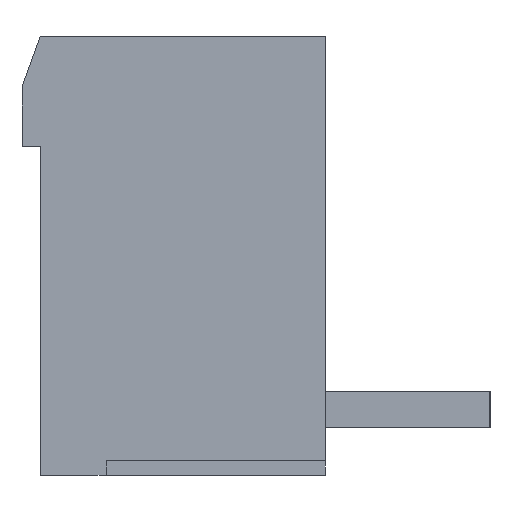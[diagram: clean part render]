
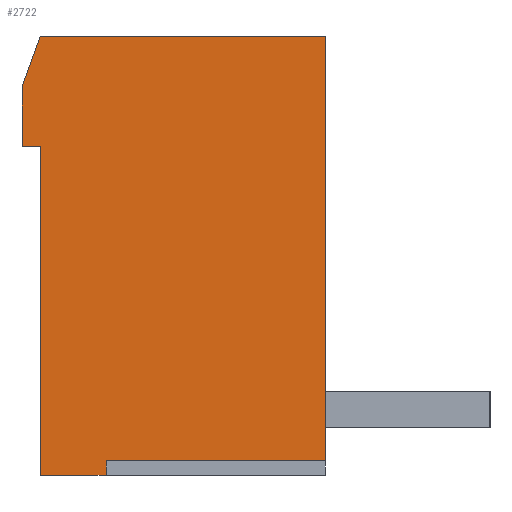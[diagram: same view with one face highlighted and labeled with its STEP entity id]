
A CAD part, left-side view. The second image highlights one B-rep face of the part: STEP entity #2722.
In plain terms, the highlighted planar face has unit normal (-1, 0, 0).
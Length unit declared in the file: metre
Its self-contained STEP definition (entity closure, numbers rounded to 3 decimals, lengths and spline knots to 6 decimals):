
#789=ORIENTED_EDGE('',*,*,#1151,.T.);
#790=ORIENTED_EDGE('',*,*,#1148,.F.);
#791=ORIENTED_EDGE('',*,*,#1155,.F.);
#792=ORIENTED_EDGE('',*,*,#1143,.F.);
#793=ORIENTED_EDGE('',*,*,#1137,.F.);
#794=ORIENTED_EDGE('',*,*,#1121,.F.);
#795=ORIENTED_EDGE('',*,*,#886,.F.);
#796=ORIENTED_EDGE('',*,*,#884,.F.);
#797=ORIENTED_EDGE('',*,*,#1160,.F.);
#884=EDGE_CURVE('',#1221,#1220,#1489,.T.);
#886=EDGE_CURVE('',#1220,#1222,#1491,.T.);
#1121=EDGE_CURVE('',#1222,#1387,#1684,.T.);
#1137=EDGE_CURVE('',#1387,#1392,#1700,.T.);
#1143=EDGE_CURVE('',#1392,#1393,#1706,.T.);
#1148=EDGE_CURVE('',#1397,#1394,#1711,.T.);
#1151=EDGE_CURVE('',#1398,#1394,#1714,.T.);
#1155=EDGE_CURVE('',#1393,#1397,#1718,.T.);
#1160=EDGE_CURVE('',#1398,#1221,#1723,.T.);
#1220=VERTEX_POINT('',#4147);
#1221=VERTEX_POINT('',#4149);
#1222=VERTEX_POINT('',#4153);
#1387=VERTEX_POINT('',#4667);
#1392=VERTEX_POINT('',#4695);
#1393=VERTEX_POINT('',#4706);
#1394=VERTEX_POINT('',#4715);
#1397=VERTEX_POINT('',#4720);
#1398=VERTEX_POINT('',#4724);
#1489=LINE('',#4150,#1810);
#1491=LINE('',#4154,#1812);
#1684=LINE('',#4666,#2005);
#1700=LINE('',#4694,#2021);
#1706=LINE('',#4705,#2027);
#1711=LINE('',#4721,#2032);
#1714=LINE('',#4727,#2035);
#1718=LINE('',#4735,#2039);
#1723=LINE('',#4744,#2044);
#1810=VECTOR('',#3434,1.);
#1812=VECTOR('',#3438,1.);
#2005=VECTOR('',#3881,1.);
#2021=VECTOR('',#3911,1.);
#2027=VECTOR('',#3925,1.);
#2032=VECTOR('',#3942,1.);
#2035=VECTOR('',#3947,1.);
#2039=VECTOR('',#3955,1.);
#2044=VECTOR('',#3966,1.);
#2215=EDGE_LOOP('',(#789,#790,#791,#792,#793,#794,#795,#796,#797));
#2386=FACE_BOUND('',#2215,.T.);
#2515=PLANE('',#3279);
#2722=ADVANCED_FACE('',(#2386),#2515,.F.);
#3279=AXIS2_PLACEMENT_3D('',#4745,#3967,#3968);
#3434=DIRECTION('',(0.,0.,1.));
#3438=DIRECTION('',(0.,1.,0.));
#3881=DIRECTION('',(0.,0.,1.));
#3911=DIRECTION('',(0.,-0.342,0.94));
#3925=DIRECTION('',(0.,-1.,0.));
#3942=DIRECTION('',(0.,1.,0.));
#3947=DIRECTION('',(0.,0.,1.));
#3955=DIRECTION('',(0.,0.,-1.));
#3966=DIRECTION('',(0.,1.,0.));
#3967=DIRECTION('',(1.,0.,0.));
#3968=DIRECTION('',(0.,0.,-1.));
#4147=CARTESIAN_POINT('',(-0.0158,0.0039,-0.003));
#4149=CARTESIAN_POINT('',(-0.0158,0.0039,-0.012));
#4150=CARTESIAN_POINT('',(-0.0158,0.0039,-0.012));
#4153=CARTESIAN_POINT('',(-0.0158,0.0044,-0.003));
#4154=CARTESIAN_POINT('',(-0.0158,0.0039,-0.003));
#4666=CARTESIAN_POINT('',(-0.0158,0.0044,-0.003));
#4667=CARTESIAN_POINT('',(-0.0158,0.0044,-0.001374));
#4694=CARTESIAN_POINT('',(-0.0158,0.0044,-0.001374));
#4695=CARTESIAN_POINT('',(-0.0158,0.0039,0.));
#4705=CARTESIAN_POINT('',(-0.0158,0.0039,0.));
#4706=CARTESIAN_POINT('',(-0.0158,-0.0039,0.));
#4715=CARTESIAN_POINT('',(-0.0158,0.0021,-0.0116));
#4720=CARTESIAN_POINT('',(-0.0158,-0.0039,-0.0116));
#4721=CARTESIAN_POINT('',(-0.0158,-0.0039,-0.0116));
#4724=CARTESIAN_POINT('',(-0.0158,0.0021,-0.012));
#4727=CARTESIAN_POINT('',(-0.0158,0.0021,-0.012));
#4735=CARTESIAN_POINT('',(-0.0158,-0.0039,0.));
#4744=CARTESIAN_POINT('',(-0.0158,0.0021,-0.012));
#4745=CARTESIAN_POINT('',(-0.0158,0.,0.));
